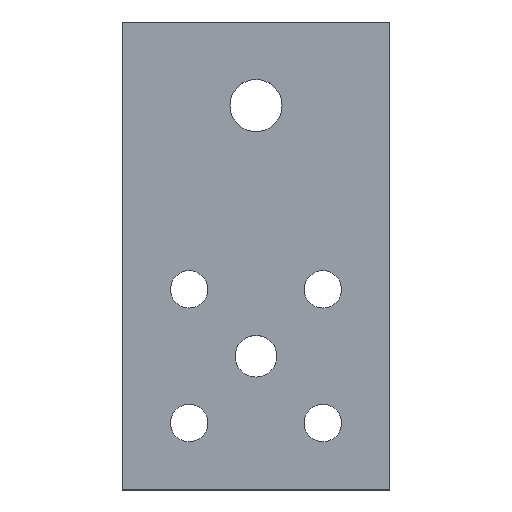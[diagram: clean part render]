
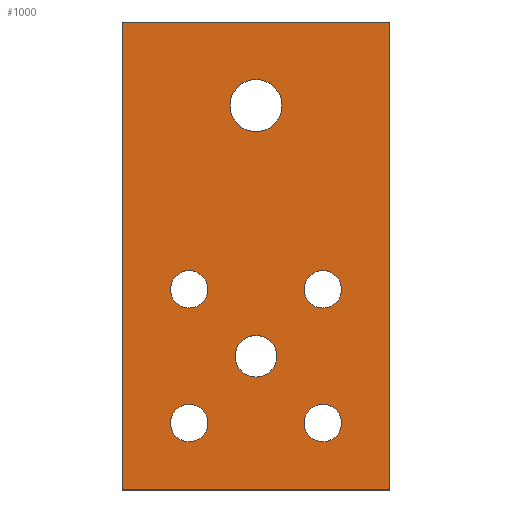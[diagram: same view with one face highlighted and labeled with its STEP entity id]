
A CAD part, top view. The second image highlights one B-rep face of the part: STEP entity #1000.
In plain terms, the highlighted planar face has unit normal (0, 0, 1).
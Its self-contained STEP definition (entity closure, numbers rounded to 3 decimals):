
#132=CARTESIAN_POINT('',(0.695,2.375,0.));
#133=VERTEX_POINT('',#132);
#149=CARTESIAN_POINT('',(0.305,2.375,0.));
#150=VERTEX_POINT('',#149);
#157=CARTESIAN_POINT('',(0.5,2.375,0.));
#158=DIRECTION('',(0.0,0.0,-1.0));
#159=DIRECTION('',(1.0,0.0,0.0));
#160=AXIS2_PLACEMENT_3D('',#157,#158,#159);
#161=CIRCLE('',#160,0.195);
#162=EDGE_CURVE('',#133,#150,#161,.T.);
#172=CARTESIAN_POINT('',(0.656,0.5,0.));
#173=VERTEX_POINT('',#172);
#182=CARTESIAN_POINT('',(0.344,0.5,0.));
#183=VERTEX_POINT('',#182);
#184=CARTESIAN_POINT('',(0.5,0.5,0.));
#185=DIRECTION('',(0.0,0.0,-1.0));
#186=DIRECTION('',(1.0,0.0,0.0));
#187=AXIS2_PLACEMENT_3D('',#184,#185,#186);
#188=CIRCLE('',#187,0.156);
#189=EDGE_CURVE('',#183,#173,#188,.T.);
#216=CARTESIAN_POINT('',(0.14,0.0,0.));
#217=VERTEX_POINT('',#216);
#233=CARTESIAN_POINT('',(-0.14,0.,0.));
#234=VERTEX_POINT('',#233);
#241=CARTESIAN_POINT('',(0.0,0.0,0.0));
#242=DIRECTION('',(0.0,0.0,-1.0));
#243=DIRECTION('',(1.0,0.0,0.0));
#244=AXIS2_PLACEMENT_3D('',#241,#242,#243);
#245=CIRCLE('',#244,0.14);
#246=EDGE_CURVE('',#217,#234,#245,.T.);
#300=CARTESIAN_POINT('',(0.14,1.0,0.));
#301=VERTEX_POINT('',#300);
#317=CARTESIAN_POINT('',(-0.14,1.0,0.));
#318=VERTEX_POINT('',#317);
#325=CARTESIAN_POINT('',(0.,1.0,0.));
#326=DIRECTION('',(0.0,0.0,-1.0));
#327=DIRECTION('',(1.0,0.0,0.0));
#328=AXIS2_PLACEMENT_3D('',#325,#326,#327);
#329=CIRCLE('',#328,0.14);
#330=EDGE_CURVE('',#301,#318,#329,.T.);
#384=CARTESIAN_POINT('',(1.14,1.0,0.));
#385=VERTEX_POINT('',#384);
#401=CARTESIAN_POINT('',(0.86,1.0,0.));
#402=VERTEX_POINT('',#401);
#409=CARTESIAN_POINT('',(1.0,1.0,0.));
#410=DIRECTION('',(0.0,0.0,-1.0));
#411=DIRECTION('',(1.0,0.0,0.0));
#412=AXIS2_PLACEMENT_3D('',#409,#410,#411);
#413=CIRCLE('',#412,0.14);
#414=EDGE_CURVE('',#385,#402,#413,.T.);
#468=CARTESIAN_POINT('',(1.14,0.0,0.));
#469=VERTEX_POINT('',#468);
#485=CARTESIAN_POINT('',(0.86,0.,0.));
#486=VERTEX_POINT('',#485);
#493=CARTESIAN_POINT('',(1.0,0.0,0.));
#494=DIRECTION('',(0.0,0.0,-1.0));
#495=DIRECTION('',(1.0,0.0,0.0));
#496=AXIS2_PLACEMENT_3D('',#493,#494,#495);
#497=CIRCLE('',#496,0.14);
#498=EDGE_CURVE('',#469,#486,#497,.T.);
#595=CARTESIAN_POINT('',(1.0,0.0,0.));
#596=DIRECTION('',(0.0,0.0,-1.0));
#597=DIRECTION('',(1.0,0.0,0.0));
#598=AXIS2_PLACEMENT_3D('',#595,#596,#597);
#599=CIRCLE('',#598,0.14);
#600=EDGE_CURVE('',#486,#469,#599,.T.);
#657=CARTESIAN_POINT('',(1.0,1.0,0.));
#658=DIRECTION('',(0.0,0.0,-1.0));
#659=DIRECTION('',(1.0,0.0,0.0));
#660=AXIS2_PLACEMENT_3D('',#657,#658,#659);
#661=CIRCLE('',#660,0.14);
#662=EDGE_CURVE('',#402,#385,#661,.T.);
#719=CARTESIAN_POINT('',(0.,1.0,0.));
#720=DIRECTION('',(0.0,0.0,-1.0));
#721=DIRECTION('',(1.0,0.0,0.0));
#722=AXIS2_PLACEMENT_3D('',#719,#720,#721);
#723=CIRCLE('',#722,0.14);
#724=EDGE_CURVE('',#318,#301,#723,.T.);
#781=CARTESIAN_POINT('',(0.0,0.0,0.0));
#782=DIRECTION('',(0.0,0.0,-1.0));
#783=DIRECTION('',(1.0,0.0,0.0));
#784=AXIS2_PLACEMENT_3D('',#781,#782,#783);
#785=CIRCLE('',#784,0.14);
#786=EDGE_CURVE('',#234,#217,#785,.T.);
#807=CARTESIAN_POINT('',(0.5,0.5,0.));
#808=DIRECTION('',(0.0,0.0,-1.0));
#809=DIRECTION('',(1.0,0.0,0.0));
#810=AXIS2_PLACEMENT_3D('',#807,#808,#809);
#811=CIRCLE('',#810,0.156);
#812=EDGE_CURVE('',#173,#183,#811,.T.);
#823=CARTESIAN_POINT('',(0.5,2.375,0.));
#824=DIRECTION('',(0.0,0.0,-1.0));
#825=DIRECTION('',(1.0,0.0,0.0));
#826=AXIS2_PLACEMENT_3D('',#823,#824,#825);
#827=CIRCLE('',#826,0.195);
#828=EDGE_CURVE('',#150,#133,#827,.T.);
#856=CARTESIAN_POINT('',(-0.5,-0.5,0.));
#857=VERTEX_POINT('',#856);
#864=CARTESIAN_POINT('',(-0.5,3.0,0.));
#865=VERTEX_POINT('',#864);
#866=CARTESIAN_POINT('',(-0.5,-0.5,0.));
#867=DIRECTION('',(0.0,1.0,0.0));
#868=VECTOR('',#867,3.5);
#869=LINE('',#866,#868);
#870=EDGE_CURVE('',#857,#865,#869,.T.);
#894=CARTESIAN_POINT('',(1.5,-0.5,0.));
#895=VERTEX_POINT('',#894);
#902=CARTESIAN_POINT('',(1.5,-0.5,0.));
#903=DIRECTION('',(-1.0,0.0,0.0));
#904=VECTOR('',#903,2.0);
#905=LINE('',#902,#904);
#906=EDGE_CURVE('',#895,#857,#905,.T.);
#925=CARTESIAN_POINT('',(1.5,3.0,0.));
#926=VERTEX_POINT('',#925);
#933=CARTESIAN_POINT('',(1.5,3.0,0.));
#934=DIRECTION('',(0.0,-1.0,0.0));
#935=VECTOR('',#934,3.5);
#936=LINE('',#933,#935);
#937=EDGE_CURVE('',#926,#895,#936,.T.);
#955=CARTESIAN_POINT('',(-0.5,3.0,0.));
#956=DIRECTION('',(1.0,0.0,0.0));
#957=VECTOR('',#956,2.0);
#958=LINE('',#955,#957);
#959=EDGE_CURVE('',#865,#926,#958,.T.);
#965=CARTESIAN_POINT('',(0.5,1.25,0.));
#966=DIRECTION('',(0.0,0.0,1.0));
#967=DIRECTION('',(-1.0,0.0,0.0));
#968=AXIS2_PLACEMENT_3D('',#965,#966,#967);
#969=PLANE('',#968);
#970=ORIENTED_EDGE('',*,*,#959,.F.);
#971=ORIENTED_EDGE('',*,*,#870,.F.);
#972=ORIENTED_EDGE('',*,*,#906,.F.);
#973=ORIENTED_EDGE('',*,*,#937,.F.);
#974=EDGE_LOOP('',(#970,#971,#972,#973));
#975=FACE_OUTER_BOUND('',#974,.T.);
#976=ORIENTED_EDGE('',*,*,#498,.T.);
#977=ORIENTED_EDGE('',*,*,#600,.T.);
#978=EDGE_LOOP('',(#976,#977));
#979=FACE_BOUND('',#978,.T.);
#980=ORIENTED_EDGE('',*,*,#414,.T.);
#981=ORIENTED_EDGE('',*,*,#662,.T.);
#982=EDGE_LOOP('',(#980,#981));
#983=FACE_BOUND('',#982,.T.);
#984=ORIENTED_EDGE('',*,*,#330,.T.);
#985=ORIENTED_EDGE('',*,*,#724,.T.);
#986=EDGE_LOOP('',(#984,#985));
#987=FACE_BOUND('',#986,.T.);
#988=ORIENTED_EDGE('',*,*,#246,.T.);
#989=ORIENTED_EDGE('',*,*,#786,.T.);
#990=EDGE_LOOP('',(#988,#989));
#991=FACE_BOUND('',#990,.T.);
#992=ORIENTED_EDGE('',*,*,#812,.T.);
#993=ORIENTED_EDGE('',*,*,#189,.T.);
#994=EDGE_LOOP('',(#992,#993));
#995=FACE_BOUND('',#994,.T.);
#996=ORIENTED_EDGE('',*,*,#162,.T.);
#997=ORIENTED_EDGE('',*,*,#828,.T.);
#998=EDGE_LOOP('',(#996,#997));
#999=FACE_BOUND('',#998,.T.);
#1000=ADVANCED_FACE('',(#975,#979,#983,#987,#991,#995,#999),#969,.T.);
